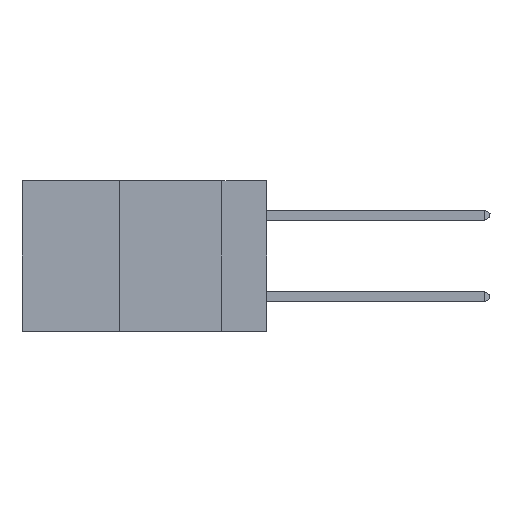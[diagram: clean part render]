
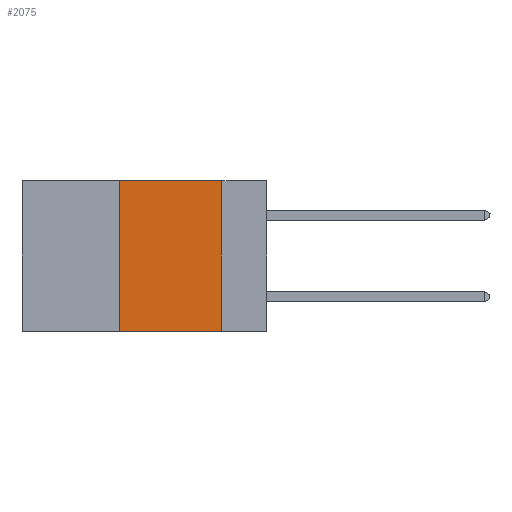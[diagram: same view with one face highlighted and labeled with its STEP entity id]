
A CAD part, left-side view. The second image highlights one B-rep face of the part: STEP entity #2075.
In plain terms, the highlighted planar face has unit normal (-1, 0, 0).
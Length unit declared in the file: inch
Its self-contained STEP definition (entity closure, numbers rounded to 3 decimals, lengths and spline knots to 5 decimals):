
#597 = ORIENTED_EDGE ( 'NONE', *, *, #15749, .F. ) ;
#2075 = ADVANCED_FACE ( 'NONE', ( #27742 ), #4285, .F. ) ;
#3363 = ORIENTED_EDGE ( 'NONE', *, *, #14231, .T. ) ;
#3432 = CARTESIAN_POINT ( 'NONE',  ( 0., 0.36, -0.37 ) ) ;
#3456 = DIRECTION ( 'NONE',  ( 0., 0., 1. ) ) ;
#3756 = VECTOR ( 'NONE', #3456, 39.37008 ) ;
#3837 = VERTEX_POINT ( 'NONE', #3432 ) ;
#4208 = VERTEX_POINT ( 'NONE', #7436 ) ;
#4285 = PLANE ( 'NONE',  #22588 ) ;
#5168 = LINE ( 'NONE', #27931, #3756 ) ;
#5801 = VECTOR ( 'NONE', #21467, 39.37008 ) ;
#5976 = LINE ( 'NONE', #20511, #14867 ) ;
#6181 = EDGE_LOOP ( 'NONE', ( #11149, #597, #25463, #3363 ) ) ;
#7436 = CARTESIAN_POINT ( 'NONE',  ( 0., 0.11, -0.37 ) ) ;
#8516 = VECTOR ( 'NONE', #22010, 39.37008 ) ;
#8778 = CARTESIAN_POINT ( 'NONE',  ( 0., 0.6, 0. ) ) ;
#11149 = ORIENTED_EDGE ( 'NONE', *, *, #19826, .F. ) ;
#12527 = VERTEX_POINT ( 'NONE', #23860 ) ;
#12838 = CARTESIAN_POINT ( 'NONE',  ( 0., 0.11, 0. ) ) ;
#14231 = EDGE_CURVE ( 'NONE', #3837, #4208, #14607, .T. ) ;
#14607 = LINE ( 'NONE', #24068, #8516 ) ;
#14867 = VECTOR ( 'NONE', #26944, 39.37008 ) ;
#15749 = EDGE_CURVE ( 'NONE', #12527, #23924, #5976, .T. ) ;
#17802 = LINE ( 'NONE', #12838, #5801 ) ;
#18730 = CARTESIAN_POINT ( 'NONE',  ( 0., 0.11, 0. ) ) ;
#19826 = EDGE_CURVE ( 'NONE', #23924, #4208, #17802, .T. ) ;
#20051 = DIRECTION ( 'NONE',  ( 0., 0., -1. ) ) ;
#20511 = CARTESIAN_POINT ( 'NONE',  ( 0., 0.6, 0. ) ) ;
#21189 = DIRECTION ( 'NONE',  ( 1., 0., 0. ) ) ;
#21467 = DIRECTION ( 'NONE',  ( 0., 0., -1. ) ) ;
#22010 = DIRECTION ( 'NONE',  ( 0., -1., 0. ) ) ;
#22588 = AXIS2_PLACEMENT_3D ( 'NONE', #8778, #21189, #20051 ) ;
#23860 = CARTESIAN_POINT ( 'NONE',  ( 0., 0.36, 0. ) ) ;
#23924 = VERTEX_POINT ( 'NONE', #18730 ) ;
#24068 = CARTESIAN_POINT ( 'NONE',  ( 0., 0.6, -0.37 ) ) ;
#25463 = ORIENTED_EDGE ( 'NONE', *, *, #27706, .F. ) ;
#26944 = DIRECTION ( 'NONE',  ( 0., -1., 0. ) ) ;
#27706 = EDGE_CURVE ( 'NONE', #3837, #12527, #5168, .T. ) ;
#27742 = FACE_OUTER_BOUND ( 'NONE', #6181, .T. ) ;
#27931 = CARTESIAN_POINT ( 'NONE',  ( 0., 0.36, 0. ) ) ;
